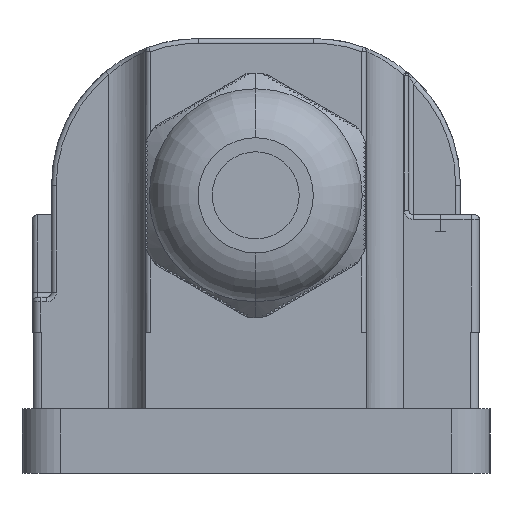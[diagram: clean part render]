
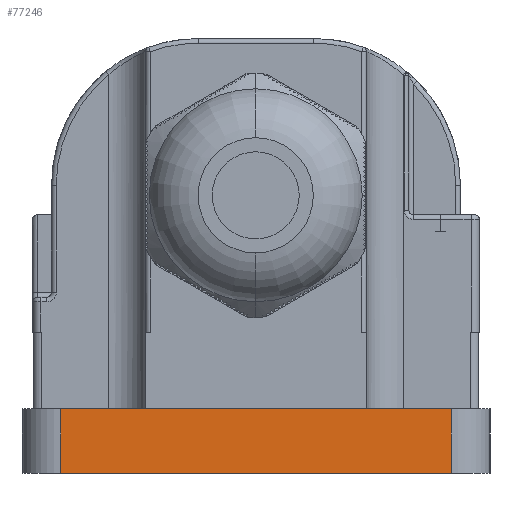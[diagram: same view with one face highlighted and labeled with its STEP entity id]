
A CAD part, left-side view. The second image highlights one B-rep face of the part: STEP entity #77246.
In plain terms, the highlighted planar face has unit normal (-1, 0, 0).
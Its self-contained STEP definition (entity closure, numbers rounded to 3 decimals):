
#1874 = DIRECTION ( 'NONE',  ( 0., 0., -1. ) ) ;
#2311 = DIRECTION ( 'NONE',  ( 0., 0., -1. ) ) ;
#2973 = ORIENTED_EDGE ( 'NONE', *, *, #44700, .F. ) ;
#3067 = VERTEX_POINT ( 'NONE', #40250 ) ;
#5437 = AXIS2_PLACEMENT_3D ( 'NONE', #37146, #7411, #1874 ) ;
#7411 = DIRECTION ( 'NONE',  ( 1., 0., 0. ) ) ;
#13425 = CARTESIAN_POINT ( 'NONE',  ( -42.908, 41.333, 2.487 ) ) ;
#15266 = EDGE_CURVE ( 'NONE', #72134, #47424, #56721, .T. ) ;
#22943 = CARTESIAN_POINT ( 'NONE',  ( -42.908, 41.333, 9.487 ) ) ;
#24049 = DIRECTION ( 'NONE',  ( 0., 0., -1. ) ) ;
#24169 = VECTOR ( 'NONE', #76682, 1000. ) ;
#25558 = DIRECTION ( 'NONE',  ( 0., -1., 0. ) ) ;
#26116 = EDGE_LOOP ( 'NONE', ( #47037, #55226, #2973, #27668 ) ) ;
#27499 = VECTOR ( 'NONE', #25558, 1000. ) ;
#27668 = ORIENTED_EDGE ( 'NONE', *, *, #49929, .T. ) ;
#29002 = EDGE_CURVE ( 'NONE', #3067, #47424, #71687, .T. ) ;
#35818 = LINE ( 'NONE', #61616, #27499 ) ;
#37146 = CARTESIAN_POINT ( 'NONE',  ( -42.908, 41.333, 9.487 ) ) ;
#38084 = CARTESIAN_POINT ( 'NONE',  ( -42.908, -0.907, 9.487 ) ) ;
#40250 = CARTESIAN_POINT ( 'NONE',  ( -42.908, -0.907, 9.487 ) ) ;
#43111 = PLANE ( 'NONE',  #5437 ) ;
#44700 = EDGE_CURVE ( 'NONE', #56730, #3067, #35818, .T. ) ;
#47037 = ORIENTED_EDGE ( 'NONE', *, *, #15266, .T. ) ;
#47424 = VERTEX_POINT ( 'NONE', #73999 ) ;
#49929 = EDGE_CURVE ( 'NONE', #56730, #72134, #77062, .T. ) ;
#50116 = VECTOR ( 'NONE', #24049, 1000. ) ;
#53383 = CARTESIAN_POINT ( 'NONE',  ( -42.908, 41.333, 9.487 ) ) ;
#55226 = ORIENTED_EDGE ( 'NONE', *, *, #29002, .F. ) ;
#56721 = LINE ( 'NONE', #58721, #24169 ) ;
#56730 = VERTEX_POINT ( 'NONE', #22943 ) ;
#58721 = CARTESIAN_POINT ( 'NONE',  ( -42.908, 41.333, 2.487 ) ) ;
#61616 = CARTESIAN_POINT ( 'NONE',  ( -42.908, 41.333, 9.487 ) ) ;
#63280 = FACE_OUTER_BOUND ( 'NONE', #26116, .T. ) ;
#71687 = LINE ( 'NONE', #38084, #73548 ) ;
#72134 = VERTEX_POINT ( 'NONE', #13425 ) ;
#73548 = VECTOR ( 'NONE', #2311, 1000. ) ;
#73999 = CARTESIAN_POINT ( 'NONE',  ( -42.908, -0.907, 2.487 ) ) ;
#76682 = DIRECTION ( 'NONE',  ( 0., -1., 0. ) ) ;
#77062 = LINE ( 'NONE', #53383, #50116 ) ;
#77246 = ADVANCED_FACE ( 'NONE', ( #63280 ), #43111, .F. ) ;
